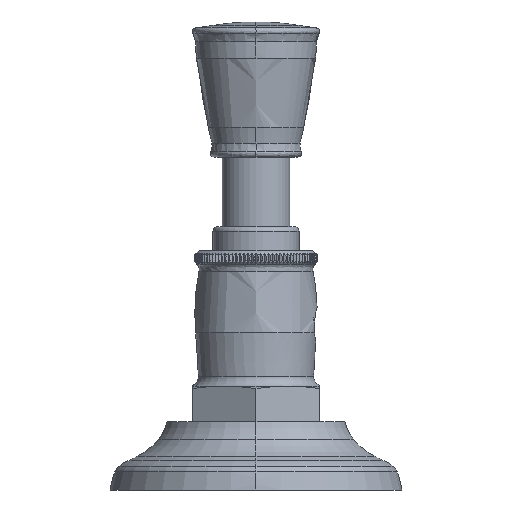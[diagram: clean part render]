
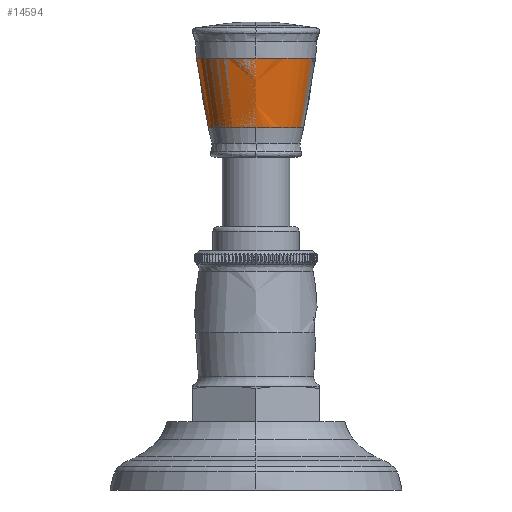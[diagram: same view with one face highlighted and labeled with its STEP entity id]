
A CAD part, left-side view. The second image highlights one B-rep face of the part: STEP entity #14594.
In plain terms, the highlighted free-form (B-spline) face has degree [3, 3] with [7, 4] control points.
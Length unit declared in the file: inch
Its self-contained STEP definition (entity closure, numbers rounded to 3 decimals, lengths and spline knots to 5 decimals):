
#5814=CARTESIAN_POINT('',(-0.36509,2.29127,
-0.07036));
#5815=CARTESIAN_POINT('',(-0.36323,2.29537,
-0.08517));
#5816=CARTESIAN_POINT('',(-0.35843,2.30612,
-0.11427));
#5817=CARTESIAN_POINT('',(-0.34842,2.33045,
-0.15596));
#5818=CARTESIAN_POINT('',(-0.33774,2.36013,
-0.1914));
#5819=CARTESIAN_POINT('',(-0.32829,2.39188,
-0.21959));
#5820=CARTESIAN_POINT('',(-0.32041,2.4259,
-0.24284));
#5821=CARTESIAN_POINT('',(-0.3143,2.46727,
-0.26367));
#5822=CARTESIAN_POINT('',(-0.31234,2.51146,
-0.2786));
#5823=CARTESIAN_POINT('',(-0.31509,2.55627,
-0.28745));
#5824=CARTESIAN_POINT('',(-0.32242,2.60088,
-0.29049));
#5825=CARTESIAN_POINT('',(-0.33402,2.64566,
-0.288));
#5826=CARTESIAN_POINT('',(-0.35026,2.69233,
-0.27917));
#5827=CARTESIAN_POINT('',(-0.37101,2.74073,
-0.26267));
#5828=CARTESIAN_POINT('',(-0.39646,2.79127,
-0.23509));
#5829=CARTESIAN_POINT('',(-0.41258,2.81988,
-0.21169));
#5830=CARTESIAN_POINT('',(-0.42031,2.83319,
-0.1986));
#5832=CARTESIAN_POINT('',(0.,2.29127,0.));
#5833=DIRECTION('',(0.,1.,0.));
#5834=DIRECTION('',(1.,0.,0.));
#5835=AXIS2_PLACEMENT_3D('',#5832,#5833,#5834);
#5837=CARTESIAN_POINT('',(0.,2.29127,0.));
#5838=DIRECTION('',(0.,-1.,0.));
#5839=DIRECTION('',(1.,0.,0.));
#5840=AXIS2_PLACEMENT_3D('',#5837,#5838,#5839);
#5842=CARTESIAN_POINT('',(-0.42031,2.83319,
0.1986));
#5843=CARTESIAN_POINT('',(-0.4125,2.81974,
0.21182));
#5844=CARTESIAN_POINT('',(-0.39624,2.79087,
0.23539));
#5845=CARTESIAN_POINT('',(-0.37066,2.73999,
0.263));
#5846=CARTESIAN_POINT('',(-0.34996,2.69155,
0.27937));
#5847=CARTESIAN_POINT('',(-0.33385,2.64506,
0.28806));
#5848=CARTESIAN_POINT('',(-0.32235,2.60052,
0.29048));
#5849=CARTESIAN_POINT('',(-0.31507,2.55607,
0.28742));
#5850=CARTESIAN_POINT('',(-0.31234,2.51121,
0.27854));
#5851=CARTESIAN_POINT('',(-0.31433,2.46692,
0.26353));
#5852=CARTESIAN_POINT('',(-0.32047,2.42558,
0.24265));
#5853=CARTESIAN_POINT('',(-0.32832,2.39179,
0.2195));
#5854=CARTESIAN_POINT('',(-0.33769,2.36029,
0.19156));
#5855=CARTESIAN_POINT('',(-0.34836,2.3306,
0.15619));
#5856=CARTESIAN_POINT('',(-0.35842,2.30615,
0.11435));
#5857=CARTESIAN_POINT('',(-0.36323,2.29537,
0.0852));
#5858=CARTESIAN_POINT('',(-0.36509,2.29127,
0.07036));
#5877=CARTESIAN_POINT('',(0.,2.83319,0.));
#5878=DIRECTION('',(0.,-1.,0.));
#5879=DIRECTION('',(1.,0.,0.));
#5880=AXIS2_PLACEMENT_3D('',#5877,#5878,#5879);
#5894=CARTESIAN_POINT('',(0.,2.83319,0.));
#5895=DIRECTION('',(0.,1.,0.));
#5896=DIRECTION('',(1.,0.,0.));
#5897=AXIS2_PLACEMENT_3D('',#5894,#5895,#5896);
#8129=CARTESIAN_POINT('',(0.37181,2.29127,0.));
#8130=VERTEX_POINT('',#8129);
#8131=CARTESIAN_POINT('',(0.46487,2.83319,0.));
#8132=VERTEX_POINT('',#8131);
#8155=VERTEX_POINT('',#5842);
#8156=VERTEX_POINT('',#5858);
#8157=VERTEX_POINT('',#5814);
#8158=VERTEX_POINT('',#5830);
#14553=CARTESIAN_POINT('',(-0.46478,2.84414,
-0.03368));
#14554=CARTESIAN_POINT('',(-0.44538,2.65424,
-0.03228));
#14555=CARTESIAN_POINT('',(-0.41315,2.46609,
-0.02994));
#14556=CARTESIAN_POINT('',(-0.36826,2.28057,
-0.02669));
#14557=CARTESIAN_POINT('',(-0.402,2.84414,
-0.89998));
#14558=CARTESIAN_POINT('',(-0.38522,2.65424,
-0.86241));
#14559=CARTESIAN_POINT('',(-0.35735,2.46609,
-0.80001));
#14560=CARTESIAN_POINT('',(-0.31852,2.28057,
-0.71308));
#14561=CARTESIAN_POINT('',(0.466,2.84414,
-0.86857));
#14562=CARTESIAN_POINT('',(0.44655,2.65424,
-0.83231));
#14563=CARTESIAN_POINT('',(0.41424,2.46609,
-0.77209));
#14564=CARTESIAN_POINT('',(0.36923,2.28057,
-0.68819));
#14565=CARTESIAN_POINT('',(0.466,2.84414,0.));
#14566=CARTESIAN_POINT('',(0.44655,2.65424,0.));
#14567=CARTESIAN_POINT('',(0.41424,2.46609,0.));
#14568=CARTESIAN_POINT('',(0.36923,2.28057,0.));
#14569=CARTESIAN_POINT('',(0.466,2.84414,
0.86857));
#14570=CARTESIAN_POINT('',(0.44655,2.65424,
0.83231));
#14571=CARTESIAN_POINT('',(0.41424,2.46609,
0.77209));
#14572=CARTESIAN_POINT('',(0.36923,2.28057,
0.68819));
#14573=CARTESIAN_POINT('',(-0.402,2.84414,
0.89998));
#14574=CARTESIAN_POINT('',(-0.38522,2.65424,
0.86241));
#14575=CARTESIAN_POINT('',(-0.35735,2.46609,
0.80001));
#14576=CARTESIAN_POINT('',(-0.31852,2.28057,
0.71308));
#14577=CARTESIAN_POINT('',(-0.46478,2.84414,
0.03368));
#14578=CARTESIAN_POINT('',(-0.44538,2.65424,
0.03228));
#14579=CARTESIAN_POINT('',(-0.41315,2.46609,
0.02994));
#14580=CARTESIAN_POINT('',(-0.36826,2.28057,
0.02669));
#14581=(BOUNDED_SURFACE()B_SPLINE_SURFACE(3,3,((#14553,#14554,#14555,#14556),(
#14557,#14558,#14559,#14560),(#14561,#14562,#14563,#14564),(#14565,#14566,
#14567,#14568),(#14569,#14570,#14571,#14572),(#14573,#14574,#14575,#14576),(
#14577,#14578,#14579,#14580)),.UNSPECIFIED.,.F.,.F.,.F.)B_SPLINE_SURFACE_WITH_KNOTS((4,3,4),(4,4),(0.,1.,2.),(0.,1.),.UNSPECIFIED.)GEOMETRIC_REPRESENTATION_ITEM()RATIONAL_B_SPLINE_SURFACE(((1.932,1.929,
1.929,1.932),(0.691,0.69,
0.69,0.691),(0.691,0.69,
0.69,0.691),(1.932,1.929,
1.929,1.932),(0.691,0.69,
0.69,0.691),(0.691,0.69,
0.69,0.691),(1.932,1.929,
1.929,1.932)))REPRESENTATION_ITEM('')SURFACE());
#14583=ORIENTED_EDGE('',*,*,#14582,.F.);
#14585=ORIENTED_EDGE('',*,*,#14584,.T.);
#14587=ORIENTED_EDGE('',*,*,#14586,.F.);
#14589=ORIENTED_EDGE('',*,*,#14588,.F.);
#14590=ORIENTED_EDGE('',*,*,#14524,.T.);
#14591=ORIENTED_EDGE('',*,*,#14539,.F.);
#14592=EDGE_LOOP('',(#14583,#14585,#14587,#14589,#14590,#14591));
#14593=FACE_OUTER_BOUND('',#14592,.F.);
#14594=ADVANCED_FACE('',(#14593),#14581,.T.);
#5831=B_SPLINE_CURVE_WITH_KNOTS('',3,(#5814,#5815,#5816,#5817,#5818,#5819,#5820,
#5821,#5822,#5823,#5824,#5825,#5826,#5827,#5828,#5829,#5830),.UNSPECIFIED.,.F.,
.F.,(4,1,1,1,1,1,1,1,1,1,1,1,1,1,4),(0.,0.07143,0.14286,
0.21429,0.28571,0.35714,0.42857,0.5,
0.57143,0.64286,0.71429,0.78571,
0.85714,0.92857,1.),.UNSPECIFIED.);
#5836=CIRCLE('',#5835,0.37181);
#5841=CIRCLE('',#5840,0.37181);
#5859=B_SPLINE_CURVE_WITH_KNOTS('',3,(#5842,#5843,#5844,#5845,#5846,#5847,#5848,
#5849,#5850,#5851,#5852,#5853,#5854,#5855,#5856,#5857,#5858),.UNSPECIFIED.,.F.,
.F.,(4,1,1,1,1,1,1,1,1,1,1,1,1,1,4),(0.,0.07143,0.14286,
0.21429,0.28571,0.35714,0.42857,0.5,
0.57143,0.64286,0.71429,0.78571,
0.85714,0.92857,1.),.UNSPECIFIED.);
#5881=CIRCLE('',#5880,0.46487);
#5898=CIRCLE('',#5897,0.46487);
#14524=EDGE_CURVE('',#8130,#8156,#5841,.T.);
#14539=EDGE_CURVE('',#8155,#8156,#5859,.T.);
#14582=EDGE_CURVE('',#8132,#8155,#5881,.T.);
#14584=EDGE_CURVE('',#8132,#8158,#5898,.T.);
#14586=EDGE_CURVE('',#8157,#8158,#5831,.T.);
#14588=EDGE_CURVE('',#8130,#8157,#5836,.T.);
